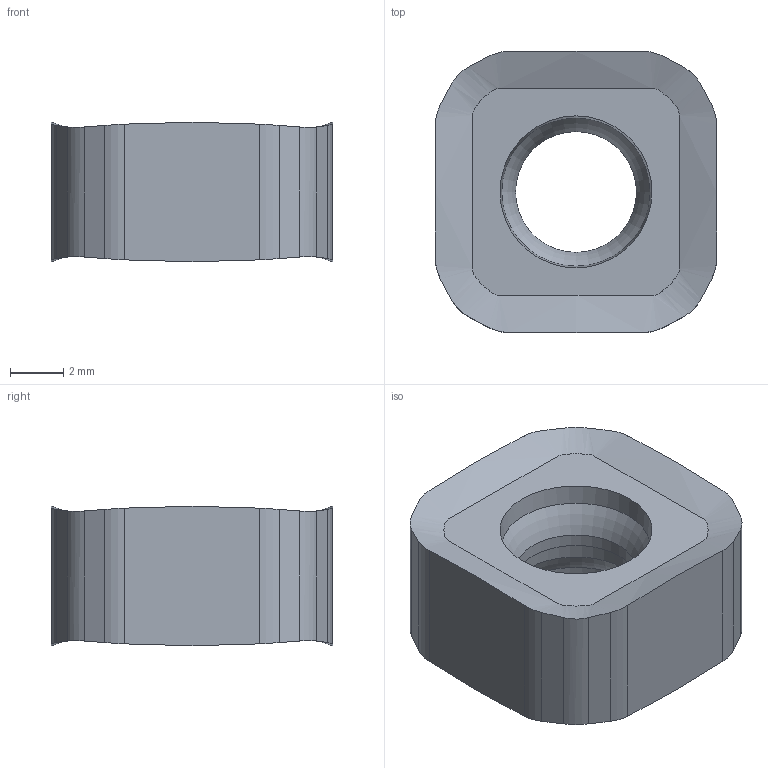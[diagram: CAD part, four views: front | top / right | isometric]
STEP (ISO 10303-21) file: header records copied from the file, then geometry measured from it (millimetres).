
FILE_DESCRIPTION(/* description */ (''),/* implementation_level */ '2;1');
FILE_NAME(/* name */ 'SNGX110416SR_M_202289191ndi000_00_SIM.stp',/* time_stamp */ '2021-06-28T07:38:59+02:00',/* author */ (''),/* organization */ (''),/* preprocessor_version */ 'ST-DEVELOPER v16.7',/* originating_system */ 'SIEMENS PLM Software NX 12.0',/* authorisation */ '');
FILE_SCHEMA (('AUTOMOTIVE_DESIGN { 1 0 10303 214 3 1 1 1 }'));
Length unit declared in the file: millimetre
Products named in the file (1): fo341FDCA670ebty
Bounding box: 10.6 x 10.6 x 5.26 mm (x, y, z)
Volume: 371.8 mm3; surface area: 427.6 mm2
Topology: 1 solids, 1 shells, 35 faces, 180 edges, 147 vertices
Faces by surface type: plane 14, cylinder 13, cone 4, torus 2, bspline 2
Full cylindrical faces by diameter (mm): 4.56 x1
Entity records: 2958 total; most frequent: CARTESIAN_POINT 1785, ORIENTED_EDGE 330, EDGE_CURVE 165, VERTEX_POINT 141, B_SPLINE_CURVE_WITH_KNOTS 133, DIRECTION 108, EDGE_LOOP 46, AXIS2_PLACEMENT_3D 42
